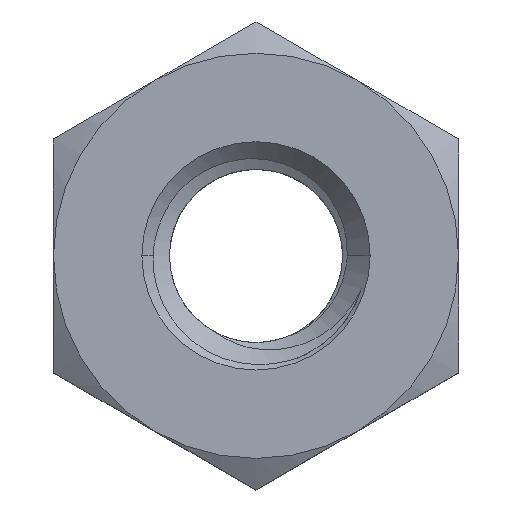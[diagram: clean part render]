
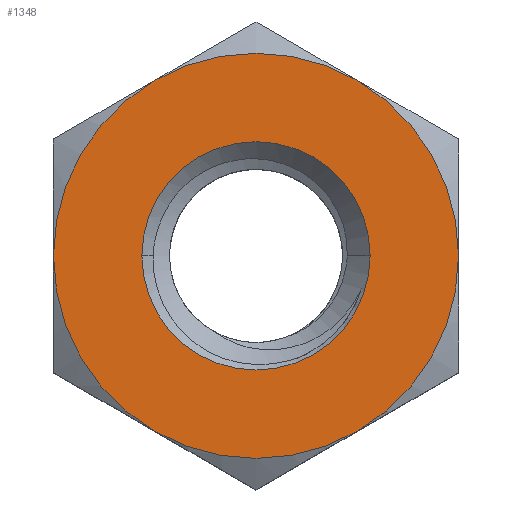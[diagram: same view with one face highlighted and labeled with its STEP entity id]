
A CAD part, top view. The second image highlights one B-rep face of the part: STEP entity #1348.
In plain terms, the highlighted planar face has unit normal (0, 0, 1).
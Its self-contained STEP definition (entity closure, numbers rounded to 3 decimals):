
#49 = DIRECTION ( 'NONE',  ( 0., 0., 1. ) ) ;
#56 = DIRECTION ( 'NONE',  ( 0., 0., 1. ) ) ;
#67 = AXIS2_PLACEMENT_3D ( 'NONE', #1778, #596, #1159 ) ;
#72 = DIRECTION ( 'NONE',  ( 1., 0., 0. ) ) ;
#154 = DIRECTION ( 'NONE',  ( 0., 0., 1. ) ) ;
#191 = CARTESIAN_POINT ( 'NONE',  ( -2.75, 1.588, 1.2 ) ) ;
#194 = CIRCLE ( 'NONE', #849, 2.75 ) ;
#232 = DIRECTION ( 'NONE',  ( 0., 0., 1. ) ) ;
#252 = DIRECTION ( 'NONE',  ( 0., 0., 1. ) ) ;
#256 = AXIS2_PLACEMENT_3D ( 'NONE', #1175, #726, #1471 ) ;
#267 = AXIS2_PLACEMENT_3D ( 'NONE', #515, #960, #72 ) ;
#276 = EDGE_CURVE ( 'NONE', #1902, #657, #996, .T. ) ;
#371 = EDGE_CURVE ( 'NONE', #1740, #1022, #1321, .T. ) ;
#396 = EDGE_CURVE ( 'NONE', #657, #1902, #608, .T. ) ;
#414 = FACE_BOUND ( 'NONE', #694, .T. ) ;
#420 = ORIENTED_EDGE ( 'NONE', *, *, #276, .F. ) ;
#464 = ORIENTED_EDGE ( 'NONE', *, *, #1905, .T. ) ;
#478 = CIRCLE ( 'NONE', #267, 2.75 ) ;
#512 = DIRECTION ( 'NONE',  ( 1., 0., 0. ) ) ;
#515 = CARTESIAN_POINT ( 'NONE',  ( 0., 0., 1.2 ) ) ;
#518 = ORIENTED_EDGE ( 'NONE', *, *, #396, .F. ) ;
#596 = DIRECTION ( 'NONE',  ( 0., 0., 1. ) ) ;
#608 = CIRCLE ( 'NONE', #1900, 1.55 ) ;
#657 = VERTEX_POINT ( 'NONE', #791 ) ;
#676 = ORIENTED_EDGE ( 'NONE', *, *, #371, .T. ) ;
#694 = EDGE_LOOP ( 'NONE', ( #420, #518 ) ) ;
#696 = CARTESIAN_POINT ( 'NONE',  ( 0., 0., 1.2 ) ) ;
#711 = VERTEX_POINT ( 'NONE', #1374 ) ;
#719 = CARTESIAN_POINT ( 'NONE',  ( 1.375, -2.382, 1.2 ) ) ;
#726 = DIRECTION ( 'NONE',  ( 0., 0., 1. ) ) ;
#791 = CARTESIAN_POINT ( 'NONE',  ( -1.55, 0., 1.2 ) ) ;
#849 = AXIS2_PLACEMENT_3D ( 'NONE', #1493, #154, #1509 ) ;
#852 = ORIENTED_EDGE ( 'NONE', *, *, #1137, .T. ) ;
#875 = CARTESIAN_POINT ( 'NONE',  ( -2.75, 0., 1.2 ) ) ;
#933 = CIRCLE ( 'NONE', #256, 2.75 ) ;
#960 = DIRECTION ( 'NONE',  ( 0., 0., 1. ) ) ;
#981 = DIRECTION ( 'NONE',  ( 1., 0., 0. ) ) ;
#996 = CIRCLE ( 'NONE', #1119, 1.55 ) ;
#1001 = VERTEX_POINT ( 'NONE', #1422 ) ;
#1022 = VERTEX_POINT ( 'NONE', #1897 ) ;
#1031 = EDGE_CURVE ( 'NONE', #1543, #1740, #1037, .T. ) ;
#1037 = CIRCLE ( 'NONE', #1729, 2.75 ) ;
#1064 = CARTESIAN_POINT ( 'NONE',  ( 1.55, 0., 1.2 ) ) ;
#1119 = AXIS2_PLACEMENT_3D ( 'NONE', #1527, #56, #1535 ) ;
#1123 = DIRECTION ( 'NONE',  ( 1., 0., 0. ) ) ;
#1133 = CARTESIAN_POINT ( 'NONE',  ( 0., 0., 1.2 ) ) ;
#1137 = EDGE_CURVE ( 'NONE', #1001, #711, #478, .T. ) ;
#1159 = DIRECTION ( 'NONE',  ( 1., 0., 0. ) ) ;
#1175 = CARTESIAN_POINT ( 'NONE',  ( 0., 0., 1.2 ) ) ;
#1182 = ORIENTED_EDGE ( 'NONE', *, *, #1735, .T. ) ;
#1277 = AXIS2_PLACEMENT_3D ( 'NONE', #191, #49, #512 ) ;
#1321 = CIRCLE ( 'NONE', #1580, 2.75 ) ;
#1323 = FACE_OUTER_BOUND ( 'NONE', #1571, .T. ) ;
#1340 = ORIENTED_EDGE ( 'NONE', *, *, #1728, .T. ) ;
#1348 = ADVANCED_FACE ( 'NONE', ( #414, #1323 ), #1846, .T. ) ;
#1374 = CARTESIAN_POINT ( 'NONE',  ( 1.375, 2.382, 1.2 ) ) ;
#1395 = ORIENTED_EDGE ( 'NONE', *, *, #1031, .T. ) ;
#1402 = CARTESIAN_POINT ( 'NONE',  ( 0., 0., 1.2 ) ) ;
#1422 = CARTESIAN_POINT ( 'NONE',  ( 2.75, 0., 1.2 ) ) ;
#1471 = DIRECTION ( 'NONE',  ( 1., 0., 0. ) ) ;
#1493 = CARTESIAN_POINT ( 'NONE',  ( 0., 0., 1.2 ) ) ;
#1509 = DIRECTION ( 'NONE',  ( 1., 0., 0. ) ) ;
#1527 = CARTESIAN_POINT ( 'NONE',  ( 0., 0., 1.2 ) ) ;
#1535 = DIRECTION ( 'NONE',  ( 1., 0., 0. ) ) ;
#1543 = VERTEX_POINT ( 'NONE', #1769 ) ;
#1571 = EDGE_LOOP ( 'NONE', ( #1340, #852, #1182, #1395, #676, #464 ) ) ;
#1577 = DIRECTION ( 'NONE',  ( 1., 0., 0. ) ) ;
#1580 = AXIS2_PLACEMENT_3D ( 'NONE', #696, #1725, #1123 ) ;
#1613 = CIRCLE ( 'NONE', #67, 2.75 ) ;
#1624 = VERTEX_POINT ( 'NONE', #719 ) ;
#1725 = DIRECTION ( 'NONE',  ( 0., 0., 1. ) ) ;
#1728 = EDGE_CURVE ( 'NONE', #1624, #1001, #1613, .T. ) ;
#1729 = AXIS2_PLACEMENT_3D ( 'NONE', #1133, #252, #1577 ) ;
#1735 = EDGE_CURVE ( 'NONE', #711, #1543, #933, .T. ) ;
#1740 = VERTEX_POINT ( 'NONE', #875 ) ;
#1769 = CARTESIAN_POINT ( 'NONE',  ( -1.375, 2.382, 1.2 ) ) ;
#1778 = CARTESIAN_POINT ( 'NONE',  ( 0., 0., 1.2 ) ) ;
#1846 = PLANE ( 'NONE',  #1277 ) ;
#1897 = CARTESIAN_POINT ( 'NONE',  ( -1.375, -2.382, 1.2 ) ) ;
#1900 = AXIS2_PLACEMENT_3D ( 'NONE', #1402, #232, #981 ) ;
#1902 = VERTEX_POINT ( 'NONE', #1064 ) ;
#1905 = EDGE_CURVE ( 'NONE', #1022, #1624, #194, .T. ) ;
